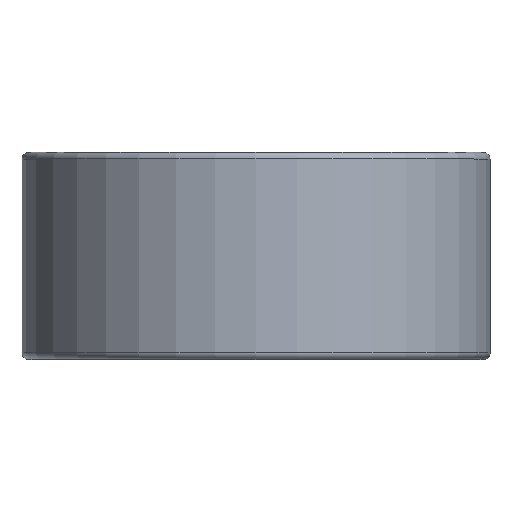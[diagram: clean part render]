
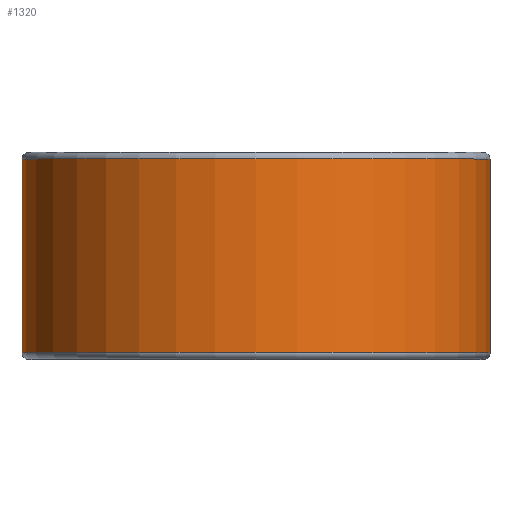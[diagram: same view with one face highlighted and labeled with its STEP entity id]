
A CAD part, top view. The second image highlights one B-rep face of the part: STEP entity #1320.
In plain terms, the highlighted cylindrical face has radius 26.924 mm (diameter 53.848 mm), a partial arc.
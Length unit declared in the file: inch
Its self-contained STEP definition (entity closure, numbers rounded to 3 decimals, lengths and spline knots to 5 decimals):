
#15 = CIRCLE ( 'NONE', #580, 1.06 ) ;
#103 = CARTESIAN_POINT ( 'NONE',  ( 1.06, -0.43875, 0. ) ) ;
#270 = EDGE_CURVE ( 'NONE', #1830, #1274, #1947, .T. ) ;
#347 = ORIENTED_EDGE ( 'NONE', *, *, #467, .T. ) ;
#360 = CARTESIAN_POINT ( 'NONE',  ( 0., -0.43875, 0. ) ) ;
#430 = DIRECTION ( 'NONE',  ( 0., 1., 0. ) ) ;
#441 = DIRECTION ( 'NONE',  ( 0., -1., 0. ) ) ;
#463 = CARTESIAN_POINT ( 'NONE',  ( 0., 0.43875, 0. ) ) ;
#467 = EDGE_CURVE ( 'NONE', #957, #1170, #15, .T. ) ;
#490 = DIRECTION ( 'NONE',  ( 0., -1., 0. ) ) ;
#496 = AXIS2_PLACEMENT_3D ( 'NONE', #360, #441, #2035 ) ;
#520 = FACE_OUTER_BOUND ( 'NONE', #1344, .T. ) ;
#580 = AXIS2_PLACEMENT_3D ( 'NONE', #463, #490, #1793 ) ;
#614 = EDGE_CURVE ( 'NONE', #1274, #1170, #645, .T. ) ;
#645 = LINE ( 'NONE', #1983, #1332 ) ;
#860 = DIRECTION ( 'NONE',  ( 0., -1., 0. ) ) ;
#870 = DIRECTION ( 'NONE',  ( 0., 0., -1. ) ) ;
#916 = VECTOR ( 'NONE', #430, 39.37008 ) ;
#947 = LINE ( 'NONE', #953, #916 ) ;
#953 = CARTESIAN_POINT ( 'NONE',  ( 1.06, 0.43875, 0. ) ) ;
#957 = VERTEX_POINT ( 'NONE', #1163 ) ;
#1163 = CARTESIAN_POINT ( 'NONE',  ( 1.06, 0.43875, 0. ) ) ;
#1170 = VERTEX_POINT ( 'NONE', #1803 ) ;
#1274 = VERTEX_POINT ( 'NONE', #1644 ) ;
#1320 = ADVANCED_FACE ( 'NONE', ( #520 ), #1986, .T. ) ;
#1332 = VECTOR ( 'NONE', #1821, 39.37008 ) ;
#1344 = EDGE_LOOP ( 'NONE', ( #1802, #347, #1401, #1924 ) ) ;
#1401 = ORIENTED_EDGE ( 'NONE', *, *, #614, .F. ) ;
#1644 = CARTESIAN_POINT ( 'NONE',  ( 0., -0.43875, -1.06 ) ) ;
#1710 = AXIS2_PLACEMENT_3D ( 'NONE', #2161, #860, #870 ) ;
#1793 = DIRECTION ( 'NONE',  ( 0., 0., -1. ) ) ;
#1802 = ORIENTED_EDGE ( 'NONE', *, *, #1980, .T. ) ;
#1803 = CARTESIAN_POINT ( 'NONE',  ( 0., 0.43875, -1.06 ) ) ;
#1821 = DIRECTION ( 'NONE',  ( 0., 1., 0. ) ) ;
#1830 = VERTEX_POINT ( 'NONE', #103 ) ;
#1924 = ORIENTED_EDGE ( 'NONE', *, *, #270, .F. ) ;
#1947 = CIRCLE ( 'NONE', #496, 1.06 ) ;
#1980 = EDGE_CURVE ( 'NONE', #1830, #957, #947, .T. ) ;
#1983 = CARTESIAN_POINT ( 'NONE',  ( 0., 0.43875, -1.06 ) ) ;
#1986 = CYLINDRICAL_SURFACE ( 'NONE', #1710, 1.06 ) ;
#2035 = DIRECTION ( 'NONE',  ( 0., 0., -1. ) ) ;
#2161 = CARTESIAN_POINT ( 'NONE',  ( 0., 0.4375, 0. ) ) ;
